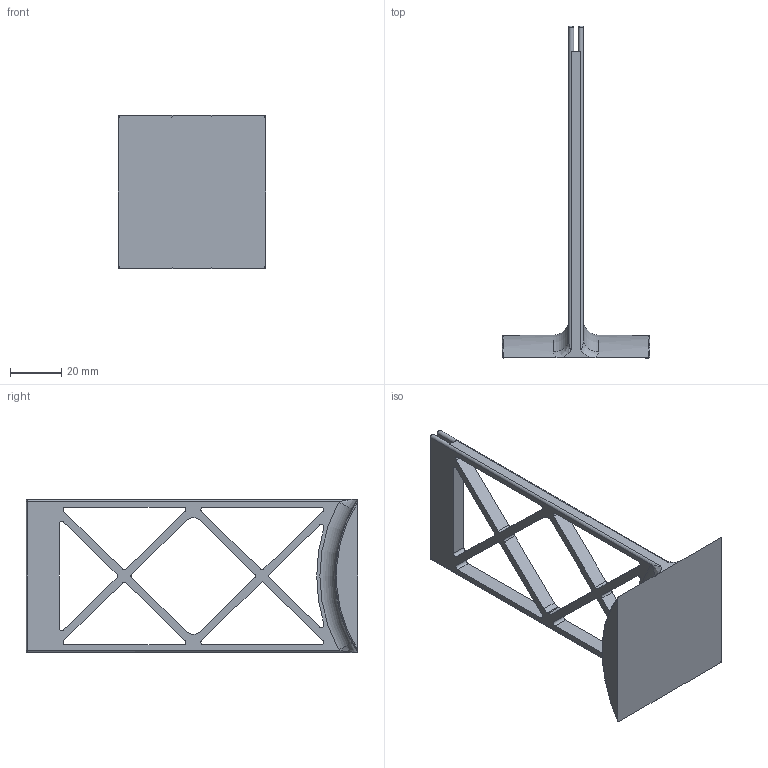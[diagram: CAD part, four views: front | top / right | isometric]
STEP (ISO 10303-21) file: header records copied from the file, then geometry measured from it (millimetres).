
FILE_DESCRIPTION(/* description */ (''),/* implementation_level */ '2;1');
FILE_NAME(/* name */ 'WingMount.stp',/* time_stamp */ '2023-11-15T19:04:21-06:00',/* author */ ('Eric'),/* organization */ (''),/* preprocessor_version */ 'ST-DEVELOPER v19',/* originating_system */ 'Autodesk Inventor 2023',/* authorisation */ '');
FILE_SCHEMA (('AUTOMOTIVE_DESIGN { 1 0 10303 214 3 1 1 }'));
Length unit declared in the file: millimetre
Products named in the file (1): WingMount
Bounding box: 57.8 x 130 x 60 mm (x, y, z)
Volume: 36769.8 mm3; surface area: 20131.5 mm2
Topology: 1 solids, 1 shells, 81 faces, 221 edges, 142 vertices
Faces by surface type: plane 37, cylinder 32, bspline 8, torus 4
Entity records: 2978 total; most frequent: CARTESIAN_POINT 857, ORIENTED_EDGE 442, DIRECTION 425, EDGE_CURVE 221, AXIS2_PLACEMENT_3D 150, VERTEX_POINT 142, LINE 125, VECTOR 125
